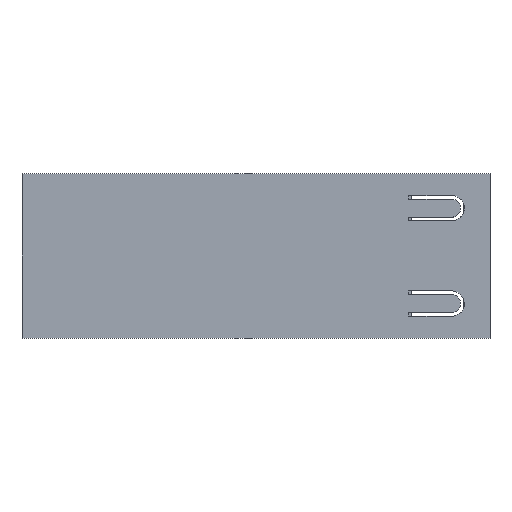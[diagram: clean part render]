
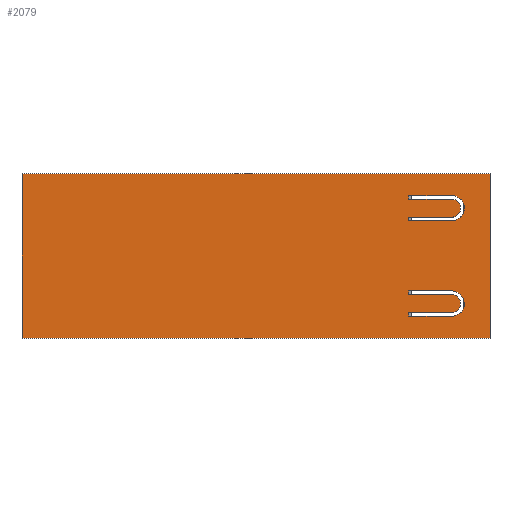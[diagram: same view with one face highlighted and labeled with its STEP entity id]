
A CAD part, front view. The second image highlights one B-rep face of the part: STEP entity #2079.
In plain terms, the highlighted planar face has unit normal (0, -1, 0).
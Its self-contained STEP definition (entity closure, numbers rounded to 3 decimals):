
#19=FACE_BOUND('',#331,.T.);
#20=FACE_BOUND('',#332,.T.);
#117=PLANE('',#2229);
#222=FACE_OUTER_BOUND('',#330,.T.);
#330=EDGE_LOOP('',(#1912,#1913,#1914,#1915));
#331=EDGE_LOOP('',(#1916,#1917,#1918,#1919,#1920,#1921,#1922,#1923,#1924,
#1925,#1926,#1927));
#332=EDGE_LOOP('',(#1928,#1929,#1930,#1931,#1932,#1933,#1934,#1935,#1936,
#1937,#1938,#1939));
#357=LINE('',#2813,#612);
#410=LINE('',#2987,#665);
#545=LINE('',#3344,#800);
#548=LINE('',#3350,#803);
#552=LINE('',#3362,#807);
#555=LINE('',#3367,#810);
#557=LINE('',#3371,#812);
#559=LINE('',#3374,#814);
#560=LINE('',#3377,#815);
#562=LINE('',#3381,#817);
#564=LINE('',#3384,#819);
#567=LINE('',#3390,#822);
#569=LINE('',#3394,#824);
#571=LINE('',#3398,#826);
#574=LINE('',#3406,#829);
#576=LINE('',#3410,#831);
#578=LINE('',#3414,#833);
#580=LINE('',#3418,#835);
#583=LINE('',#3426,#838);
#585=LINE('',#3430,#840);
#589=LINE('',#3441,#844);
#590=LINE('',#3442,#845);
#612=VECTOR('',#2286,10.);
#665=VECTOR('',#2367,10.);
#800=VECTOR('',#2638,10.);
#803=VECTOR('',#2643,10.);
#807=VECTOR('',#2655,10.);
#810=VECTOR('',#2660,10.);
#812=VECTOR('',#2664,10.);
#814=VECTOR('',#2668,10.);
#815=VECTOR('',#2671,10.);
#817=VECTOR('',#2675,10.);
#819=VECTOR('',#2679,10.);
#822=VECTOR('',#2684,10.);
#824=VECTOR('',#2688,10.);
#826=VECTOR('',#2692,10.);
#829=VECTOR('',#2701,10.);
#831=VECTOR('',#2705,10.);
#833=VECTOR('',#2709,10.);
#835=VECTOR('',#2713,10.);
#838=VECTOR('',#2722,10.);
#840=VECTOR('',#2726,10.);
#844=VECTOR('',#2742,10.);
#845=VECTOR('',#2743,10.);
#862=CIRCLE('',#2134,1.705);
#879=CIRCLE('',#2198,1.205);
#881=CIRCLE('',#2203,1.205);
#882=CIRCLE('',#2215,1.705);
#883=CIRCLE('',#2221,1.205);
#884=CIRCLE('',#2225,1.205);
#902=VERTEX_POINT('',#2810);
#903=VERTEX_POINT('',#2812);
#950=VERTEX_POINT('',#2986);
#952=VERTEX_POINT('',#2992);
#953=VERTEX_POINT('',#2994);
#1047=VERTEX_POINT('',#3335);
#1048=VERTEX_POINT('',#3337);
#1050=VERTEX_POINT('',#3343);
#1052=VERTEX_POINT('',#3349);
#1054=VERTEX_POINT('',#3355);
#1056=VERTEX_POINT('',#3361);
#1057=VERTEX_POINT('',#3366);
#1058=VERTEX_POINT('',#3370);
#1059=VERTEX_POINT('',#3376);
#1060=VERTEX_POINT('',#3380);
#1061=VERTEX_POINT('',#3387);
#1062=VERTEX_POINT('',#3389);
#1063=VERTEX_POINT('',#3393);
#1064=VERTEX_POINT('',#3397);
#1065=VERTEX_POINT('',#3401);
#1066=VERTEX_POINT('',#3405);
#1067=VERTEX_POINT('',#3409);
#1068=VERTEX_POINT('',#3413);
#1069=VERTEX_POINT('',#3417);
#1070=VERTEX_POINT('',#3421);
#1071=VERTEX_POINT('',#3425);
#1072=VERTEX_POINT('',#3429);
#1073=VERTEX_POINT('',#3440);
#1102=EDGE_CURVE('',#903,#902,#357,.T.);
#1163=EDGE_CURVE('',#950,#903,#410,.T.);
#1167=EDGE_CURVE('',#953,#952,#862,.T.);
#1314=EDGE_CURVE('',#1048,#1047,#879,.T.);
#1317=EDGE_CURVE('',#1050,#1048,#545,.T.);
#1320=EDGE_CURVE('',#1052,#1050,#548,.T.);
#1323=EDGE_CURVE('',#1054,#1052,#881,.T.);
#1326=EDGE_CURVE('',#1056,#1054,#552,.T.);
#1329=EDGE_CURVE('',#1057,#1056,#555,.T.);
#1331=EDGE_CURVE('',#1058,#1057,#557,.T.);
#1333=EDGE_CURVE('',#952,#1058,#559,.T.);
#1334=EDGE_CURVE('',#1059,#953,#560,.T.);
#1336=EDGE_CURVE('',#1060,#1059,#562,.T.);
#1338=EDGE_CURVE('',#1047,#1060,#564,.T.);
#1341=EDGE_CURVE('',#1062,#1061,#567,.T.);
#1343=EDGE_CURVE('',#1063,#1062,#569,.T.);
#1345=EDGE_CURVE('',#1064,#1063,#571,.T.);
#1347=EDGE_CURVE('',#1065,#1064,#882,.T.);
#1349=EDGE_CURVE('',#1066,#1065,#574,.T.);
#1351=EDGE_CURVE('',#1067,#1066,#576,.T.);
#1353=EDGE_CURVE('',#1068,#1067,#578,.T.);
#1355=EDGE_CURVE('',#1069,#1068,#580,.T.);
#1357=EDGE_CURVE('',#1070,#1069,#883,.T.);
#1359=EDGE_CURVE('',#1071,#1070,#583,.T.);
#1361=EDGE_CURVE('',#1072,#1071,#585,.T.);
#1363=EDGE_CURVE('',#1061,#1072,#884,.T.);
#1366=EDGE_CURVE('',#1073,#950,#589,.T.);
#1367=EDGE_CURVE('',#902,#1073,#590,.T.);
#1912=ORIENTED_EDGE('',*,*,#1366,.T.);
#1913=ORIENTED_EDGE('',*,*,#1163,.T.);
#1914=ORIENTED_EDGE('',*,*,#1102,.T.);
#1915=ORIENTED_EDGE('',*,*,#1367,.T.);
#1916=ORIENTED_EDGE('',*,*,#1314,.T.);
#1917=ORIENTED_EDGE('',*,*,#1338,.T.);
#1918=ORIENTED_EDGE('',*,*,#1336,.T.);
#1919=ORIENTED_EDGE('',*,*,#1334,.T.);
#1920=ORIENTED_EDGE('',*,*,#1167,.T.);
#1921=ORIENTED_EDGE('',*,*,#1333,.T.);
#1922=ORIENTED_EDGE('',*,*,#1331,.T.);
#1923=ORIENTED_EDGE('',*,*,#1329,.T.);
#1924=ORIENTED_EDGE('',*,*,#1326,.T.);
#1925=ORIENTED_EDGE('',*,*,#1323,.T.);
#1926=ORIENTED_EDGE('',*,*,#1320,.T.);
#1927=ORIENTED_EDGE('',*,*,#1317,.T.);
#1928=ORIENTED_EDGE('',*,*,#1341,.T.);
#1929=ORIENTED_EDGE('',*,*,#1363,.T.);
#1930=ORIENTED_EDGE('',*,*,#1361,.T.);
#1931=ORIENTED_EDGE('',*,*,#1359,.T.);
#1932=ORIENTED_EDGE('',*,*,#1357,.T.);
#1933=ORIENTED_EDGE('',*,*,#1355,.T.);
#1934=ORIENTED_EDGE('',*,*,#1353,.T.);
#1935=ORIENTED_EDGE('',*,*,#1351,.T.);
#1936=ORIENTED_EDGE('',*,*,#1349,.T.);
#1937=ORIENTED_EDGE('',*,*,#1347,.T.);
#1938=ORIENTED_EDGE('',*,*,#1345,.T.);
#1939=ORIENTED_EDGE('',*,*,#1343,.T.);
#2079=ADVANCED_FACE('',(#222,#19,#20),#117,.T.);
#2134=AXIS2_PLACEMENT_3D('',#2995,#2374,#2375);
#2198=AXIS2_PLACEMENT_3D('',#3338,#2632,#2633);
#2203=AXIS2_PLACEMENT_3D('',#3356,#2649,#2650);
#2215=AXIS2_PLACEMENT_3D('',#3402,#2696,#2697);
#2221=AXIS2_PLACEMENT_3D('',#3422,#2717,#2718);
#2225=AXIS2_PLACEMENT_3D('',#3433,#2730,#2731);
#2229=AXIS2_PLACEMENT_3D('',#3439,#2740,#2741);
#2286=DIRECTION('',(0.,0.,1.));
#2367=DIRECTION('',(1.,0.,0.));
#2374=DIRECTION('center_axis',(0.,1.,0.));
#2375=DIRECTION('ref_axis',(1.,0.,0.));
#2632=DIRECTION('center_axis',(0.,-1.,0.));
#2633=DIRECTION('ref_axis',(1.,0.,0.));
#2638=DIRECTION('',(-1.,0.,0.));
#2643=DIRECTION('',(0.,0.,1.));
#2649=DIRECTION('center_axis',(0.,-1.,0.));
#2650=DIRECTION('ref_axis',(1.,0.,0.));
#2655=DIRECTION('',(0.,0.,1.));
#2660=DIRECTION('',(1.,0.,0.));
#2664=DIRECTION('',(0.,0.,1.));
#2668=DIRECTION('',(-1.,0.,0.));
#2671=DIRECTION('',(1.,0.,0.));
#2675=DIRECTION('',(0.,0.,1.));
#2679=DIRECTION('',(-1.,0.,0.));
#2684=DIRECTION('',(1.,0.,0.));
#2688=DIRECTION('',(0.,0.,1.));
#2692=DIRECTION('',(-1.,0.,0.));
#2696=DIRECTION('center_axis',(0.,1.,0.));
#2697=DIRECTION('ref_axis',(1.,0.,0.));
#2701=DIRECTION('',(1.,0.,0.));
#2705=DIRECTION('',(0.,0.,1.));
#2709=DIRECTION('',(-1.,0.,0.));
#2713=DIRECTION('',(0.,0.,1.));
#2717=DIRECTION('center_axis',(0.,-1.,0.));
#2718=DIRECTION('ref_axis',(1.,0.,0.));
#2722=DIRECTION('',(0.,0.,1.));
#2726=DIRECTION('',(1.,0.,0.));
#2730=DIRECTION('center_axis',(0.,-1.,0.));
#2731=DIRECTION('ref_axis',(1.,0.,0.));
#2740=DIRECTION('center_axis',(0.,-1.,0.));
#2741=DIRECTION('ref_axis',(0.,0.,-1.));
#2742=DIRECTION('',(0.,0.,-1.));
#2743=DIRECTION('',(-1.,0.,0.));
#2810=CARTESIAN_POINT('',(2.,-1.,11.));
#2812=CARTESIAN_POINT('',(2.,-1.,-11.));
#2813=CARTESIAN_POINT('',(2.,-1.,11.));
#2986=CARTESIAN_POINT('',(-60.5,-1.,-11.));
#2987=CARTESIAN_POINT('',(2.,-1.,-11.));
#2992=CARTESIAN_POINT('',(-3.414,-1.,-8.041));
#2994=CARTESIAN_POINT('',(-2.981,-1.,-4.66));
#2995=CARTESIAN_POINT('Origin',(-3.139,-1.,-6.358));
#3335=CARTESIAN_POINT('',(-3.271,-1.,-5.16));
#3337=CARTESIAN_POINT('',(-3.006,-1.,-5.16));
#3338=CARTESIAN_POINT('Origin',(-3.139,-1.,-6.358));
#3343=CARTESIAN_POINT('',(-2.863,-1.,-5.16));
#3344=CARTESIAN_POINT('',(-16.057,-1.,-5.16));
#3349=CARTESIAN_POINT('',(-2.863,-1.,-5.185));
#3350=CARTESIAN_POINT('',(-2.863,-1.,-2.592));
#3355=CARTESIAN_POINT('',(-2.863,-1.,-7.531));
#3356=CARTESIAN_POINT('Origin',(-3.139,-1.,-6.358));
#3361=CARTESIAN_POINT('',(-2.863,-1.,-7.541));
#3362=CARTESIAN_POINT('',(-2.863,-1.,-3.77));
#3366=CARTESIAN_POINT('',(-8.863,-1.,-7.541));
#3367=CARTESIAN_POINT('',(-19.057,-1.,-7.541));
#3370=CARTESIAN_POINT('',(-8.863,-1.,-8.041));
#3371=CARTESIAN_POINT('',(-8.863,-1.,-4.02));
#3374=CARTESIAN_POINT('',(-16.332,-1.,-8.041));
#3376=CARTESIAN_POINT('',(-8.863,-1.,-4.66));
#3377=CARTESIAN_POINT('',(-19.057,-1.,-4.66));
#3380=CARTESIAN_POINT('',(-8.863,-1.,-5.16));
#3381=CARTESIAN_POINT('',(-8.863,-1.,-2.58));
#3384=CARTESIAN_POINT('',(-16.261,-1.,-5.16));
#3387=CARTESIAN_POINT('',(-3.218,-1.,5.183));
#3389=CARTESIAN_POINT('',(-8.866,-1.,5.183));
#3390=CARTESIAN_POINT('',(-19.058,-1.,5.183));
#3393=CARTESIAN_POINT('',(-8.866,-1.,4.683));
#3394=CARTESIAN_POINT('',(-8.866,-1.,2.342));
#3397=CARTESIAN_POINT('',(-3.048,-1.,4.683));
#3398=CARTESIAN_POINT('',(-16.149,-1.,4.683));
#3401=CARTESIAN_POINT('',(-3.415,-1.,8.068));
#3402=CARTESIAN_POINT('Origin',(-3.14,-1.,6.386));
#3405=CARTESIAN_POINT('',(-8.866,-1.,8.068));
#3406=CARTESIAN_POINT('',(-19.058,-1.,8.068));
#3409=CARTESIAN_POINT('',(-8.866,-1.,7.568));
#3410=CARTESIAN_POINT('',(-8.866,-1.,3.784));
#3413=CARTESIAN_POINT('',(-2.866,-1.,7.568));
#3414=CARTESIAN_POINT('',(-16.058,-1.,7.568));
#3417=CARTESIAN_POINT('',(-2.866,-1.,7.559));
#3418=CARTESIAN_POINT('',(-2.866,-1.,3.78));
#3421=CARTESIAN_POINT('',(-2.866,-1.,5.212));
#3422=CARTESIAN_POINT('Origin',(-3.14,-1.,6.386));
#3425=CARTESIAN_POINT('',(-2.866,-1.,5.183));
#3426=CARTESIAN_POINT('',(-2.866,-1.,2.592));
#3429=CARTESIAN_POINT('',(-3.062,-1.,5.183));
#3430=CARTESIAN_POINT('',(-16.156,-1.,5.183));
#3433=CARTESIAN_POINT('Origin',(-3.14,-1.,6.386));
#3439=CARTESIAN_POINT('Origin',(-29.25,-1.,0.));
#3440=CARTESIAN_POINT('',(-60.5,-1.,11.));
#3441=CARTESIAN_POINT('',(-60.5,-1.,-11.));
#3442=CARTESIAN_POINT('',(-60.5,-1.,11.));
